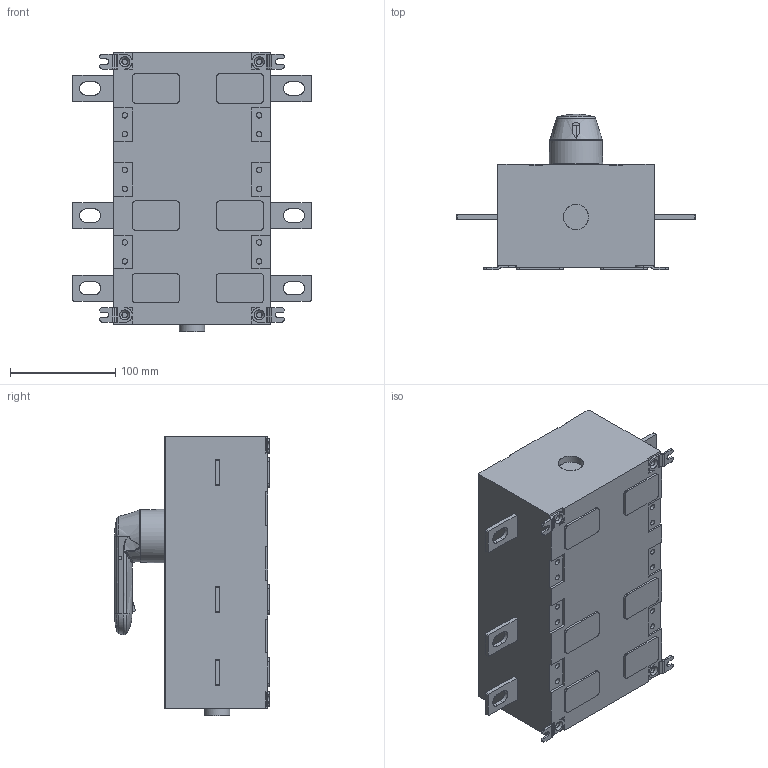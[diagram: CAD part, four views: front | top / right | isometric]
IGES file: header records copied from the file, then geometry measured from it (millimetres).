
Global section: file name: OTDC400E12K.igs; preprocessor: I-DEAS 3D IGES Translator 15; date: 20130906.123328; units: millimetre
Bounding box: 227 x 148.19 x 266 mm (x, y, z)
Surface area: 210184.9 mm2 (no closed solid volume)
Topology: 0 solids, 0 shells, 525 faces, 3096 edges, 3082 vertices
Faces by surface type: bspline 525
